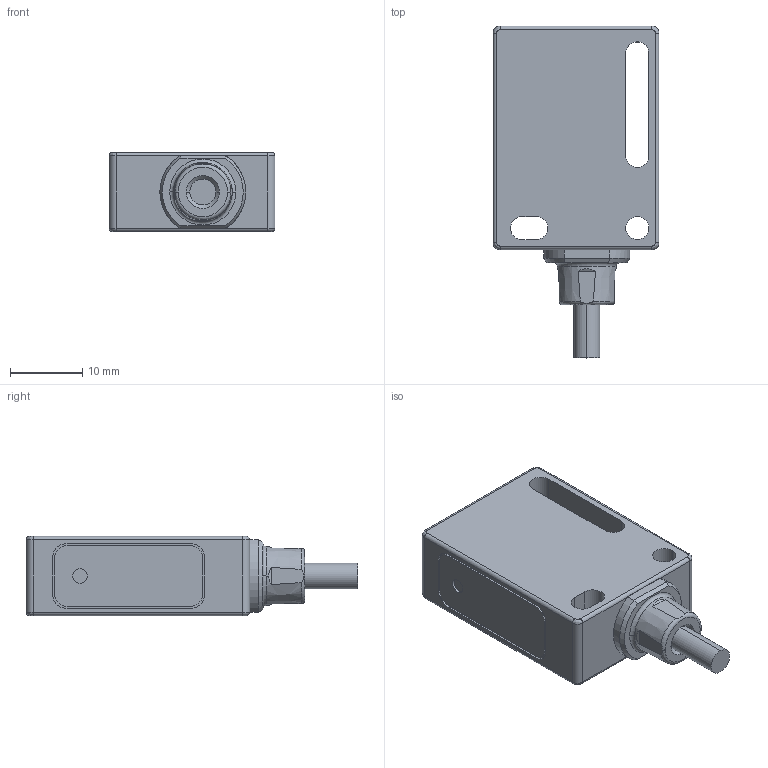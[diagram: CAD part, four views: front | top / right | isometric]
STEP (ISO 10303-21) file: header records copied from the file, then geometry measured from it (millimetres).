
FILE_DESCRIPTION((''),'2;1');
FILE_NAME('CAD0893_M7-115','2007-07-20T',('mflender'),(''),'PRO/ENGINEER BY PARAMETRIC TECHNOLOGY CORPORATION, 2006300','PRO/ENGINEER BY PARAMETRIC TECHNOLOGY CORPORATION, 2006300','');
FILE_SCHEMA(('CONFIG_CONTROL_DESIGN'));
Length unit declared in the file: millimetre
Products named in the file (1): CAD0893_M7-115
Bounding box: 23 x 46 x 11 mm (x, y, z)
Volume: 7522.5 mm3; surface area: 3412.4 mm2
Topology: 1 solids, 1 shells, 109 faces, 286 edges, 197 vertices
Faces by surface type: plane 49, cylinder 42, bspline 6, torus 6, cone 6
Entity records: 4569 total; most frequent: CARTESIAN_POINT 880, DIRECTION 584, ORIENTED_EDGE 548, PRESENTATION_STYLE_ASSIGNMENT 291, STYLED_ITEM 291, CURVE_STYLE 288, EDGE_CURVE 274, AXIS2_PLACEMENT_3D 220
